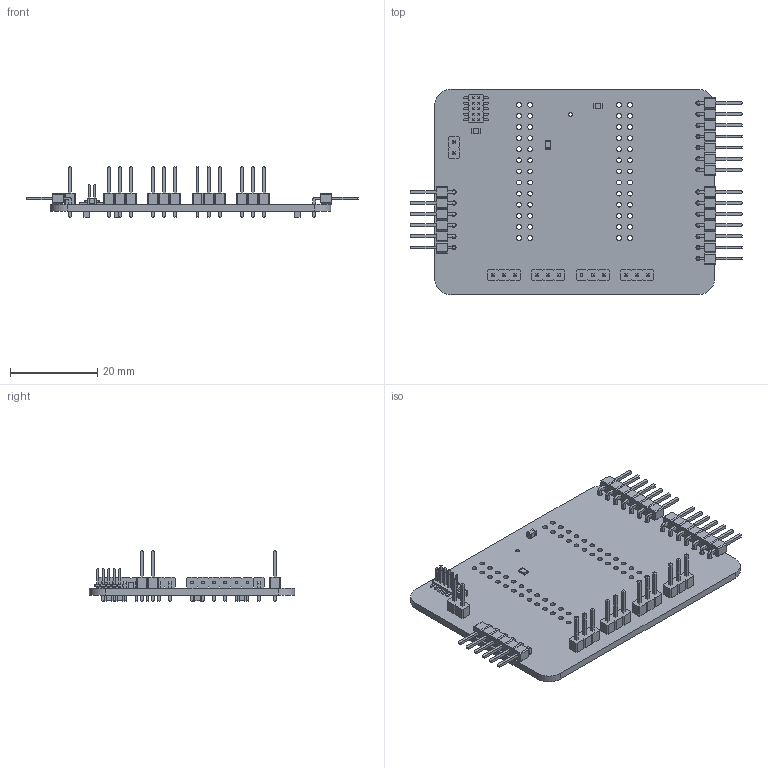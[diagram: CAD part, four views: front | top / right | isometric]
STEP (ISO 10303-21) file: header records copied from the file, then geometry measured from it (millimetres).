
FILE_DESCRIPTION(('KiCad electronic assembly'),'2;1');
FILE_NAME('ft4232h-breakout-Apr2021.step','2021-04-18T20:22:38',( 'An Author'),('A Company'),'Open CASCADE STEP processor 6.9', 'KiCad to STEP converter','Unknown');
FILE_SCHEMA(('AUTOMOTIVE_DESIGN { 1 0 10303 214 1 1 1 1 }'));
Length unit declared in the file: millimetre
Products named in the file (16): Open CASCADE STEP translator 6.9 1; R_0805_2012Metric; SOLID; PinHeader_1x02_P2.54mm_Vertical; PinHeader_2x05_P1.27mm_Vertical_SMD; PinHeader_1x06_P2.54mm_Horizontal; PinHeader_1x07_P2.54mm_Horizontal; PinHeader_1x03_P2.54mm_Vertical; C_0805_2012Metric; COMPOUND
Assembly tree (24 placements, depth 3):
  Open CASCADE STEP translator 6.9 1
    R_0805_2012Metric
      SOLID
    PinHeader_1x02_P2.54mm_Vertical
      SOLID
    PinHeader_2x05_P1.27mm_Vertical_SMD
      SOLID
    PinHeader_1x06_P2.54mm_Horizontal
      SOLID
    PinHeader_1x07_P2.54mm_Horizontal  x2
      SOLID
    PinHeader_1x03_P2.54mm_Vertical  x4
      SOLID
    C_0805_2012Metric  x6
      SOLID
    COMPOUND
Bounding box: 75.96 x 46.99 x 11.54 mm (x, y, z)
Volume: 5408.5 mm3; surface area: 8765.1 mm2
Topology: 17 solids, 17 shells, 1423 faces, 3541 edges, 2242 vertices
Faces by surface type: plane 1222, cylinder 201
Full cylindrical faces by diameter (mm): 0.85 x1, 1 x34, 1.1 x52
Entity records: 59485 total; most frequent: CARTESIAN_POINT 8873, DIRECTION 8520, LINE 5962, VECTOR 5962, ORIENTED_EDGE 4332, PCURVE 4332, DEFINITIONAL_REPRESENTATION 4332, EDGE_CURVE 2166
